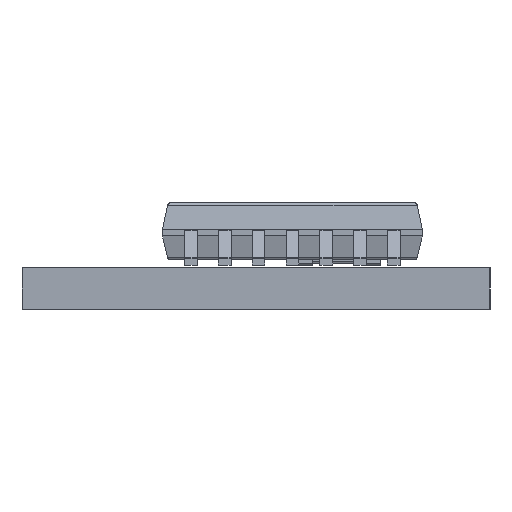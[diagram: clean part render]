
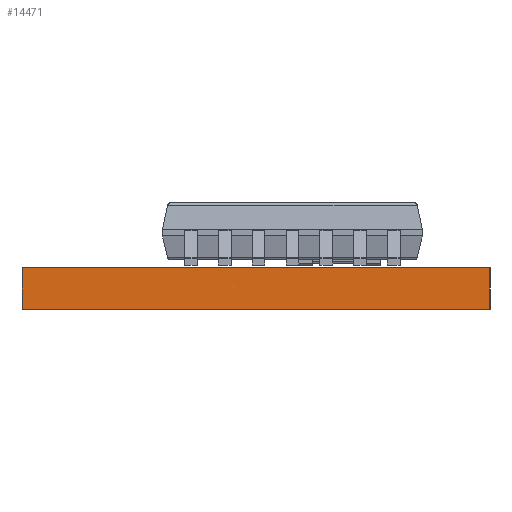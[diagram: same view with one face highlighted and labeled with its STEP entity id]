
A CAD part, left-side view. The second image highlights one B-rep face of the part: STEP entity #14471.
In plain terms, the highlighted planar face has unit normal (-1, 0, 0).
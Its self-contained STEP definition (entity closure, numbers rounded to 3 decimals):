
#14471 = ADVANCED_FACE('',(#14472),#14486,.F.);
#14472 = FACE_BOUND('',#14473,.F.);
#14473 = EDGE_LOOP('',(#14474,#14509,#14537,#14565));
#14474 = ORIENTED_EDGE('',*,*,#14475,.T.);
#14475 = EDGE_CURVE('',#14476,#14478,#14480,.T.);
#14476 = VERTEX_POINT('',#14477);
#14477 = CARTESIAN_POINT('',(42.494,-39.929,0.));
#14478 = VERTEX_POINT('',#14479);
#14479 = CARTESIAN_POINT('',(42.494,-39.929,0.8));
#14480 = SURFACE_CURVE('',#14481,(#14485,#14497),.PCURVE_S1.);
#14481 = LINE('',#14482,#14483);
#14482 = CARTESIAN_POINT('',(42.494,-39.929,0.));
#14483 = VECTOR('',#14484,1.);
#14484 = DIRECTION('',(0.,0.,1.));
#14485 = PCURVE('',#14486,#14491);
#14486 = PLANE('',#14487);
#14487 = AXIS2_PLACEMENT_3D('',#14488,#14489,#14490);
#14488 = CARTESIAN_POINT('',(42.494,-39.929,0.));
#14489 = DIRECTION('',(1.,0.,-0.));
#14490 = DIRECTION('',(0.,-1.,0.));
#14491 = DEFINITIONAL_REPRESENTATION('',(#14492),#14496);
#14492 = LINE('',#14493,#14494);
#14493 = CARTESIAN_POINT('',(0.,0.));
#14494 = VECTOR('',#14495,1.);
#14495 = DIRECTION('',(0.,-1.));
#14496 = ( GEOMETRIC_REPRESENTATION_CONTEXT(2) 
PARAMETRIC_REPRESENTATION_CONTEXT() REPRESENTATION_CONTEXT('2D SPACE',''
  ) );
#14497 = PCURVE('',#14498,#14503);
#14498 = PLANE('',#14499);
#14499 = AXIS2_PLACEMENT_3D('',#14500,#14501,#14502);
#14500 = CARTESIAN_POINT('',(51.994,-39.929,0.));
#14501 = DIRECTION('',(0.,-1.,0.));
#14502 = DIRECTION('',(-1.,0.,0.));
#14503 = DEFINITIONAL_REPRESENTATION('',(#14504),#14508);
#14504 = LINE('',#14505,#14506);
#14505 = CARTESIAN_POINT('',(9.5,0.));
#14506 = VECTOR('',#14507,1.);
#14507 = DIRECTION('',(0.,-1.));
#14508 = ( GEOMETRIC_REPRESENTATION_CONTEXT(2) 
PARAMETRIC_REPRESENTATION_CONTEXT() REPRESENTATION_CONTEXT('2D SPACE',''
  ) );
#14509 = ORIENTED_EDGE('',*,*,#14510,.T.);
#14510 = EDGE_CURVE('',#14478,#14511,#14513,.T.);
#14511 = VERTEX_POINT('',#14512);
#14512 = CARTESIAN_POINT('',(42.494,-48.929,0.8));
#14513 = SURFACE_CURVE('',#14514,(#14518,#14525),.PCURVE_S1.);
#14514 = LINE('',#14515,#14516);
#14515 = CARTESIAN_POINT('',(42.494,-39.929,0.8));
#14516 = VECTOR('',#14517,1.);
#14517 = DIRECTION('',(0.,-1.,0.));
#14518 = PCURVE('',#14486,#14519);
#14519 = DEFINITIONAL_REPRESENTATION('',(#14520),#14524);
#14520 = LINE('',#14521,#14522);
#14521 = CARTESIAN_POINT('',(0.,-0.8));
#14522 = VECTOR('',#14523,1.);
#14523 = DIRECTION('',(1.,0.));
#14524 = ( GEOMETRIC_REPRESENTATION_CONTEXT(2) 
PARAMETRIC_REPRESENTATION_CONTEXT() REPRESENTATION_CONTEXT('2D SPACE',''
  ) );
#14525 = PCURVE('',#14526,#14531);
#14526 = PLANE('',#14527);
#14527 = AXIS2_PLACEMENT_3D('',#14528,#14529,#14530);
#14528 = CARTESIAN_POINT('',(47.244,-44.429,0.8));
#14529 = DIRECTION('',(0.,0.,1.));
#14530 = DIRECTION('',(1.,0.,-0.));
#14531 = DEFINITIONAL_REPRESENTATION('',(#14532),#14536);
#14532 = LINE('',#14533,#14534);
#14533 = CARTESIAN_POINT('',(-4.75,4.5));
#14534 = VECTOR('',#14535,1.);
#14535 = DIRECTION('',(0.,-1.));
#14536 = ( GEOMETRIC_REPRESENTATION_CONTEXT(2) 
PARAMETRIC_REPRESENTATION_CONTEXT() REPRESENTATION_CONTEXT('2D SPACE',''
  ) );
#14537 = ORIENTED_EDGE('',*,*,#14538,.F.);
#14538 = EDGE_CURVE('',#14539,#14511,#14541,.T.);
#14539 = VERTEX_POINT('',#14540);
#14540 = CARTESIAN_POINT('',(42.494,-48.929,0.));
#14541 = SURFACE_CURVE('',#14542,(#14546,#14553),.PCURVE_S1.);
#14542 = LINE('',#14543,#14544);
#14543 = CARTESIAN_POINT('',(42.494,-48.929,0.));
#14544 = VECTOR('',#14545,1.);
#14545 = DIRECTION('',(0.,0.,1.));
#14546 = PCURVE('',#14486,#14547);
#14547 = DEFINITIONAL_REPRESENTATION('',(#14548),#14552);
#14548 = LINE('',#14549,#14550);
#14549 = CARTESIAN_POINT('',(9.,0.));
#14550 = VECTOR('',#14551,1.);
#14551 = DIRECTION('',(0.,-1.));
#14552 = ( GEOMETRIC_REPRESENTATION_CONTEXT(2) 
PARAMETRIC_REPRESENTATION_CONTEXT() REPRESENTATION_CONTEXT('2D SPACE',''
  ) );
#14553 = PCURVE('',#14554,#14559);
#14554 = PLANE('',#14555);
#14555 = AXIS2_PLACEMENT_3D('',#14556,#14557,#14558);
#14556 = CARTESIAN_POINT('',(42.494,-48.929,0.));
#14557 = DIRECTION('',(0.,1.,0.));
#14558 = DIRECTION('',(1.,0.,0.));
#14559 = DEFINITIONAL_REPRESENTATION('',(#14560),#14564);
#14560 = LINE('',#14561,#14562);
#14561 = CARTESIAN_POINT('',(0.,0.));
#14562 = VECTOR('',#14563,1.);
#14563 = DIRECTION('',(0.,-1.));
#14564 = ( GEOMETRIC_REPRESENTATION_CONTEXT(2) 
PARAMETRIC_REPRESENTATION_CONTEXT() REPRESENTATION_CONTEXT('2D SPACE',''
  ) );
#14565 = ORIENTED_EDGE('',*,*,#14566,.F.);
#14566 = EDGE_CURVE('',#14476,#14539,#14567,.T.);
#14567 = SURFACE_CURVE('',#14568,(#14572,#14579),.PCURVE_S1.);
#14568 = LINE('',#14569,#14570);
#14569 = CARTESIAN_POINT('',(42.494,-39.929,0.));
#14570 = VECTOR('',#14571,1.);
#14571 = DIRECTION('',(0.,-1.,0.));
#14572 = PCURVE('',#14486,#14573);
#14573 = DEFINITIONAL_REPRESENTATION('',(#14574),#14578);
#14574 = LINE('',#14575,#14576);
#14575 = CARTESIAN_POINT('',(0.,0.));
#14576 = VECTOR('',#14577,1.);
#14577 = DIRECTION('',(1.,0.));
#14578 = ( GEOMETRIC_REPRESENTATION_CONTEXT(2) 
PARAMETRIC_REPRESENTATION_CONTEXT() REPRESENTATION_CONTEXT('2D SPACE',''
  ) );
#14579 = PCURVE('',#14580,#14585);
#14580 = PLANE('',#14581);
#14581 = AXIS2_PLACEMENT_3D('',#14582,#14583,#14584);
#14582 = CARTESIAN_POINT('',(47.244,-44.429,0.));
#14583 = DIRECTION('',(0.,0.,1.));
#14584 = DIRECTION('',(1.,0.,-0.));
#14585 = DEFINITIONAL_REPRESENTATION('',(#14586),#14590);
#14586 = LINE('',#14587,#14588);
#14587 = CARTESIAN_POINT('',(-4.75,4.5));
#14588 = VECTOR('',#14589,1.);
#14589 = DIRECTION('',(0.,-1.));
#14590 = ( GEOMETRIC_REPRESENTATION_CONTEXT(2) 
PARAMETRIC_REPRESENTATION_CONTEXT() REPRESENTATION_CONTEXT('2D SPACE',''
  ) );
